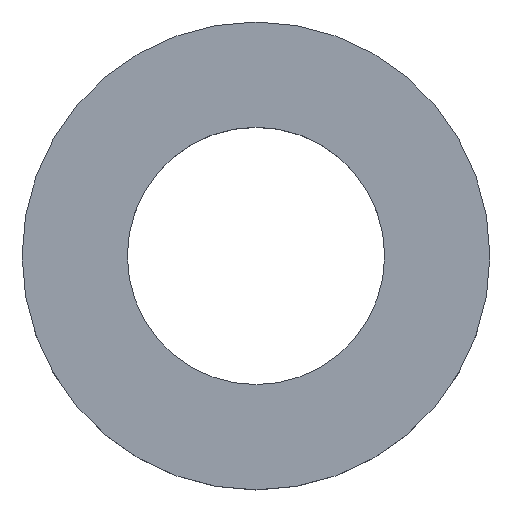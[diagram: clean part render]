
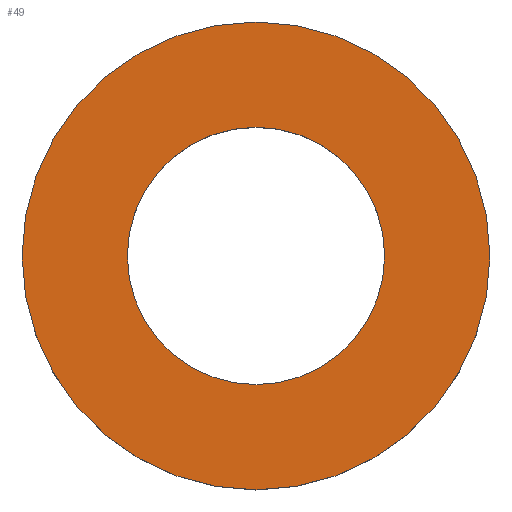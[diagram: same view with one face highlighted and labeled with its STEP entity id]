
A CAD part, top view. The second image highlights one B-rep face of the part: STEP entity #49.
In plain terms, the highlighted planar face has unit normal (0, 0, 1).
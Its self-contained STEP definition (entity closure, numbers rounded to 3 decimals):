
#1 = ORIENTED_EDGE ( 'NONE', *, *, #204, .F. ) ;
#11 = DIRECTION ( 'NONE',  ( 0., 0., 1. ) ) ;
#13 = DIRECTION ( 'NONE',  ( 0., 0., 1. ) ) ;
#16 = DIRECTION ( 'NONE',  ( 1., 0., 0. ) ) ;
#19 = ORIENTED_EDGE ( 'NONE', *, *, #212, .T. ) ;
#26 = CARTESIAN_POINT ( 'NONE',  ( 0., 0., 1.9 ) ) ;
#31 = EDGE_CURVE ( 'NONE', #139, #37, #60, .T. ) ;
#32 = CARTESIAN_POINT ( 'NONE',  ( 0., 0., 1.9 ) ) ;
#34 = EDGE_LOOP ( 'NONE', ( #190, #19 ) ) ;
#37 = VERTEX_POINT ( 'NONE', #121 ) ;
#41 = DIRECTION ( 'NONE',  ( 0., 0., 1. ) ) ;
#49 = ADVANCED_FACE ( 'NONE', ( #200, #55 ), #118, .T. ) ;
#50 = ORIENTED_EDGE ( 'NONE', *, *, #98, .F. ) ;
#55 = FACE_BOUND ( 'NONE', #154, .T. ) ;
#57 = AXIS2_PLACEMENT_3D ( 'NONE', #32, #103, #166 ) ;
#60 = CIRCLE ( 'NONE', #68, 6. ) ;
#68 = AXIS2_PLACEMENT_3D ( 'NONE', #93, #155, #69 ) ;
#69 = DIRECTION ( 'NONE',  ( 1., 0., 0. ) ) ;
#73 = AXIS2_PLACEMENT_3D ( 'NONE', #214, #13, #16 ) ;
#80 = CARTESIAN_POINT ( 'NONE',  ( 0., 0., 1.9 ) ) ;
#84 = AXIS2_PLACEMENT_3D ( 'NONE', #80, #41, #147 ) ;
#93 = CARTESIAN_POINT ( 'NONE',  ( 0., 0., 1.9 ) ) ;
#95 = CIRCLE ( 'NONE', #73, 6. ) ;
#98 = EDGE_CURVE ( 'NONE', #187, #125, #182, .T. ) ;
#103 = DIRECTION ( 'NONE',  ( 0., 0., 1. ) ) ;
#108 = CARTESIAN_POINT ( 'NONE',  ( -3.3, 0., 1.9 ) ) ;
#118 = PLANE ( 'NONE',  #57 ) ;
#121 = CARTESIAN_POINT ( 'NONE',  ( 6., 0., 1.9 ) ) ;
#125 = VERTEX_POINT ( 'NONE', #108 ) ;
#128 = CARTESIAN_POINT ( 'NONE',  ( 3.3, 0., 1.9 ) ) ;
#131 = CARTESIAN_POINT ( 'NONE',  ( -6., 0., 1.9 ) ) ;
#138 = AXIS2_PLACEMENT_3D ( 'NONE', #26, #11, #192 ) ;
#139 = VERTEX_POINT ( 'NONE', #131 ) ;
#147 = DIRECTION ( 'NONE',  ( 1., 0., 0. ) ) ;
#154 = EDGE_LOOP ( 'NONE', ( #1, #50 ) ) ;
#155 = DIRECTION ( 'NONE',  ( 0., 0., 1. ) ) ;
#166 = DIRECTION ( 'NONE',  ( 1., 0., 0. ) ) ;
#182 = CIRCLE ( 'NONE', #84, 3.3 ) ;
#187 = VERTEX_POINT ( 'NONE', #128 ) ;
#190 = ORIENTED_EDGE ( 'NONE', *, *, #31, .T. ) ;
#192 = DIRECTION ( 'NONE',  ( 1., 0., 0. ) ) ;
#198 = CIRCLE ( 'NONE', #138, 3.3 ) ;
#200 = FACE_OUTER_BOUND ( 'NONE', #34, .T. ) ;
#204 = EDGE_CURVE ( 'NONE', #125, #187, #198, .T. ) ;
#212 = EDGE_CURVE ( 'NONE', #37, #139, #95, .T. ) ;
#214 = CARTESIAN_POINT ( 'NONE',  ( 0., 0., 1.9 ) ) ;
